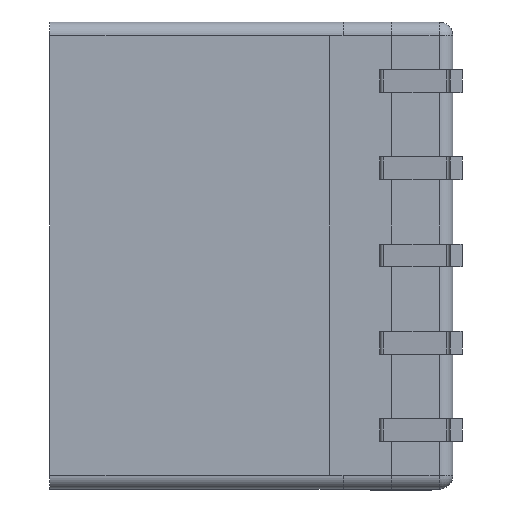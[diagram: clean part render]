
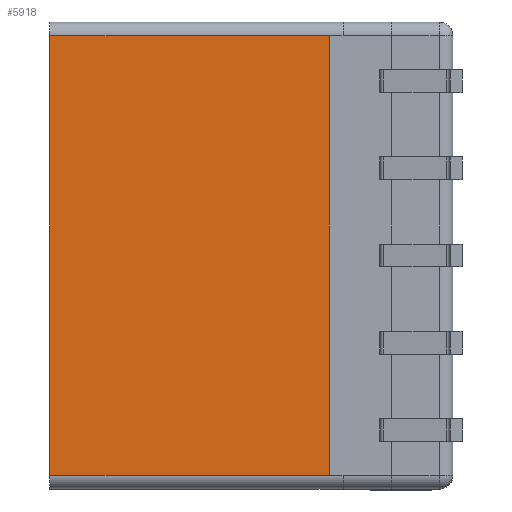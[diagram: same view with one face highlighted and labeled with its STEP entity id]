
A CAD part, left-side view. The second image highlights one B-rep face of the part: STEP entity #5918.
In plain terms, the highlighted planar face has unit normal (-1, 0, 0).
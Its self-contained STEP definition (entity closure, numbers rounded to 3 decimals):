
#301=PLANE('',#6405);
#630=FACE_OUTER_BOUND('',#968,.T.);
#968=EDGE_LOOP('',(#4948,#4949,#4950,#4951));
#1505=LINE('',#9023,#2160);
#1506=LINE('',#9025,#2161);
#1507=LINE('',#9027,#2162);
#1508=LINE('',#9028,#2163);
#2160=VECTOR('',#7511,10.);
#2161=VECTOR('',#7512,10.);
#2162=VECTOR('',#7513,10.);
#2163=VECTOR('',#7514,10.);
#2869=VERTEX_POINT('',#9021);
#2870=VERTEX_POINT('',#9022);
#2871=VERTEX_POINT('',#9024);
#2872=VERTEX_POINT('',#9026);
#3601=EDGE_CURVE('',#2869,#2870,#1505,.T.);
#3602=EDGE_CURVE('',#2871,#2870,#1506,.T.);
#3603=EDGE_CURVE('',#2871,#2872,#1507,.T.);
#3604=EDGE_CURVE('',#2872,#2869,#1508,.T.);
#4948=ORIENTED_EDGE('',*,*,#3601,.T.);
#4949=ORIENTED_EDGE('',*,*,#3602,.F.);
#4950=ORIENTED_EDGE('',*,*,#3603,.T.);
#4951=ORIENTED_EDGE('',*,*,#3604,.T.);
#5918=ADVANCED_FACE('',(#630),#301,.T.);
#6405=AXIS2_PLACEMENT_3D('',#9020,#7509,#7510);
#7509=DIRECTION('center_axis',(-1.,0.,0.));
#7510=DIRECTION('ref_axis',(0.,0.,
-1.));
#7511=DIRECTION('',(0.,0.,1.));
#7512=DIRECTION('',(0.,-1.,0.));
#7513=DIRECTION('',(0.,0.,-1.));
#7514=DIRECTION('',(0.,-1.,0.));
#9020=CARTESIAN_POINT('Origin',(-5.1,8.8,4.8));
#9021=CARTESIAN_POINT('',(-5.1,2.7,-4.8));
#9022=CARTESIAN_POINT('',(-5.1,2.7,4.8));
#9023=CARTESIAN_POINT('',(-5.1,2.7,-5.1));
#9024=CARTESIAN_POINT('',(-5.1,8.8,4.8));
#9025=CARTESIAN_POINT('',(-5.1,8.8,4.8));
#9026=CARTESIAN_POINT('',(-5.1,8.8,-4.8));
#9027=CARTESIAN_POINT('',(-5.1,8.8,4.8));
#9028=CARTESIAN_POINT('',(-5.1,8.8,-4.8));
